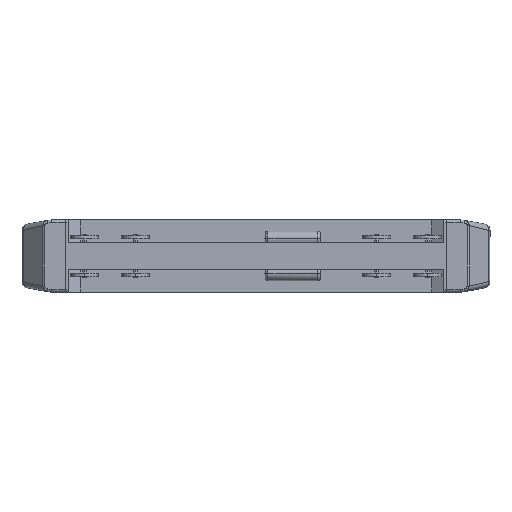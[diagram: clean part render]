
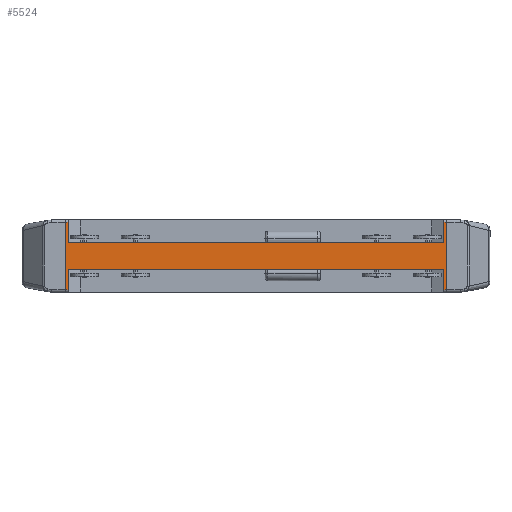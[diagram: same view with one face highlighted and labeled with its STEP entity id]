
A CAD part, top view. The second image highlights one B-rep face of the part: STEP entity #5524.
In plain terms, the highlighted planar face has unit normal (0, 0, 1).
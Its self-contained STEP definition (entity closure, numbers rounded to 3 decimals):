
#331 = B_SPLINE_CURVE_WITH_KNOTS ( 'NONE', 3,
 ( #1570, #16650, #26679, #911 ),
 .UNSPECIFIED., .F., .F.,
 ( 4, 4 ),
 ( 0., 1. ),
 .UNSPECIFIED. ) ;
#417 = CARTESIAN_POINT ( 'NONE',  ( -625.994, -1325., -450. ) ) ;
#716 = AXIS2_PLACEMENT_3D ( 'NONE', #2855, #10717, #18266 ) ;
#911 = CARTESIAN_POINT ( 'NONE',  ( -15459.328, 1325., -450. ) ) ;
#1025 = B_SPLINE_CURVE_WITH_KNOTS ( 'NONE', 3,
 ( #13479, #417, #15825, #8287 ),
 .UNSPECIFIED., .F., .F.,
 ( 4, 4 ),
 ( 0., 1. ),
 .UNSPECIFIED. ) ;
#1109 = CARTESIAN_POINT ( 'NONE',  ( -15525.994, -1325., -450. ) ) ;
#1560 = VERTEX_POINT ( 'NONE', #9806 ) ;
#1570 = CARTESIAN_POINT ( 'NONE',  ( -15459.328, 525., -450. ) ) ;
#2451 = CARTESIAN_POINT ( 'NONE',  ( -10525.994, -525., -450. ) ) ;
#2749 = ORIENTED_EDGE ( 'NONE', *, *, #18323, .T. ) ;
#2855 = CARTESIAN_POINT ( 'NONE',  ( -15559.328, 1325., -450. ) ) ;
#3234 = CARTESIAN_POINT ( 'NONE',  ( -15559.328, -1325., -450. ) ) ;
#3284 = CARTESIAN_POINT ( 'NONE',  ( -659.328, 1325., -450. ) ) ;
#4595 = CARTESIAN_POINT ( 'NONE',  ( -659.328, -1325., -450. ) ) ;
#4705 = VERTEX_POINT ( 'NONE', #17671 ) ;
#5042 = PLANE ( 'NONE',  #716 ) ;
#5240 = B_SPLINE_CURVE_WITH_KNOTS ( 'NONE', 3,
 ( #10872, #20770, #21111, #30987 ),
 .UNSPECIFIED., .F., .F.,
 ( 4, 4 ),
 ( 0., 1. ),
 .UNSPECIFIED. ) ;
#5335 = EDGE_CURVE ( 'NONE', #27494, #6542, #17182, .T. ) ;
#5524 = ADVANCED_FACE ( 'NONE', ( #20439 ), #5042, .T. ) ;
#6034 = EDGE_CURVE ( 'NONE', #31450, #4705, #6814, .T. ) ;
#6292 = CARTESIAN_POINT ( 'NONE',  ( -15559.328, -1325., -450. ) ) ;
#6467 = CARTESIAN_POINT ( 'NONE',  ( -15459.328, -1325., -450. ) ) ;
#6509 = CARTESIAN_POINT ( 'NONE',  ( -15492.661, 1325., -450. ) ) ;
#6542 = VERTEX_POINT ( 'NONE', #11884 ) ;
#6626 = CARTESIAN_POINT ( 'NONE',  ( -659.328, -791.667, -450. ) ) ;
#6814 = B_SPLINE_CURVE_WITH_KNOTS ( 'NONE', 3,
 ( #19875, #22388, #2451, #12647 ),
 .UNSPECIFIED., .F., .F.,
 ( 4, 4 ),
 ( 0., 1. ),
 .UNSPECIFIED. ) ;
#6831 = CARTESIAN_POINT ( 'NONE',  ( -15459.328, 1325., -450. ) ) ;
#7169 = EDGE_CURVE ( 'NONE', #19035, #16176, #331, .T. ) ;
#7266 = CARTESIAN_POINT ( 'NONE',  ( -559.328, -1325., -450. ) ) ;
#8287 = CARTESIAN_POINT ( 'NONE',  ( -559.328, -1325., -450. ) ) ;
#8583 = CARTESIAN_POINT ( 'NONE',  ( -659.328, 1325., -450. ) ) ;
#8635 = VERTEX_POINT ( 'NONE', #32470 ) ;
#8788 = ORIENTED_EDGE ( 'NONE', *, *, #15839, .T. ) ;
#9806 = CARTESIAN_POINT ( 'NONE',  ( -15459.328, -1325., -450. ) ) ;
#10143 = CARTESIAN_POINT ( 'NONE',  ( -559.328, 1325., -450. ) ) ;
#10353 = EDGE_CURVE ( 'NONE', #23009, #24445, #1025, .T. ) ;
#10506 = VERTEX_POINT ( 'NONE', #16330 ) ;
#10717 = DIRECTION ( 'NONE',  ( 0., 0., 1. ) ) ;
#10750 = CARTESIAN_POINT ( 'NONE',  ( -559.328, -441.667, -450. ) ) ;
#10872 = CARTESIAN_POINT ( 'NONE',  ( -15459.328, -1325., -450. ) ) ;
#11059 = ORIENTED_EDGE ( 'NONE', *, *, #26756, .T. ) ;
#11134 = CARTESIAN_POINT ( 'NONE',  ( -592.661, 1325., -450. ) ) ;
#11440 = CARTESIAN_POINT ( 'NONE',  ( -5592.661, 525., -450. ) ) ;
#11506 = CARTESIAN_POINT ( 'NONE',  ( -15525.994, 1325., -450. ) ) ;
#11884 = CARTESIAN_POINT ( 'NONE',  ( -15559.328, -1325., -450. ) ) ;
#12431 = CARTESIAN_POINT ( 'NONE',  ( -15459.328, 1325., -450. ) ) ;
#12453 = B_SPLINE_CURVE_WITH_KNOTS ( 'NONE', 3,
 ( #26520, #11440, #21657, #21330 ),
 .UNSPECIFIED., .F., .F.,
 ( 4, 4 ),
 ( 0., 1. ),
 .UNSPECIFIED. ) ;
#12647 = CARTESIAN_POINT ( 'NONE',  ( -15459.328, -525., -450. ) ) ;
#12676 = CARTESIAN_POINT ( 'NONE',  ( -659.328, -525., -450. ) ) ;
#12933 = CARTESIAN_POINT ( 'NONE',  ( -15559.328, 441.667, -450. ) ) ;
#12992 = EDGE_CURVE ( 'NONE', #31450, #23009, #22982, .T. ) ;
#13263 = CARTESIAN_POINT ( 'NONE',  ( -559.328, -1325., -450. ) ) ;
#13280 = EDGE_CURVE ( 'NONE', #24445, #21263, #14171, .T. ) ;
#13431 = CARTESIAN_POINT ( 'NONE',  ( -659.328, 1058.333, -450. ) ) ;
#13479 = CARTESIAN_POINT ( 'NONE',  ( -659.328, -1325., -450. ) ) ;
#13843 = CARTESIAN_POINT ( 'NONE',  ( -15492.661, -1325., -450. ) ) ;
#14015 = ORIENTED_EDGE ( 'NONE', *, *, #6034, .F. ) ;
#14171 = B_SPLINE_CURVE_WITH_KNOTS ( 'NONE', 3,
 ( #13263, #10750, #16139, #28485 ),
 .UNSPECIFIED., .F., .F.,
 ( 4, 4 ),
 ( 0., 1. ),
 .UNSPECIFIED. ) ;
#14515 = EDGE_LOOP ( 'NONE', ( #24119, #11059, #22410, #14015, #18506, #28223, #18211, #20490, #30768, #2749, #25851, #8788 ) ) ;
#15307 = CARTESIAN_POINT ( 'NONE',  ( -15559.328, 1325., -450. ) ) ;
#15825 = CARTESIAN_POINT ( 'NONE',  ( -592.661, -1325., -450. ) ) ;
#15839 = EDGE_CURVE ( 'NONE', #16176, #27494, #22547, .T. ) ;
#16139 = CARTESIAN_POINT ( 'NONE',  ( -559.328, 441.667, -450. ) ) ;
#16176 = VERTEX_POINT ( 'NONE', #12431 ) ;
#16330 = CARTESIAN_POINT ( 'NONE',  ( -659.328, 1325., -450. ) ) ;
#16650 = CARTESIAN_POINT ( 'NONE',  ( -15459.328, 791.667, -450. ) ) ;
#17182 = B_SPLINE_CURVE_WITH_KNOTS ( 'NONE', 3,
 ( #22998, #12933, #26171, #3234 ),
 .UNSPECIFIED., .F., .F.,
 ( 4, 4 ),
 ( 0., 1. ),
 .UNSPECIFIED. ) ;
#17671 = CARTESIAN_POINT ( 'NONE',  ( -15459.328, -525., -450. ) ) ;
#18211 = ORIENTED_EDGE ( 'NONE', *, *, #13280, .T. ) ;
#18266 = DIRECTION ( 'NONE',  ( 1., 0., 0. ) ) ;
#18323 = EDGE_CURVE ( 'NONE', #8635, #19035, #12453, .T. ) ;
#18506 = ORIENTED_EDGE ( 'NONE', *, *, #12992, .T. ) ;
#19017 = CARTESIAN_POINT ( 'NONE',  ( -559.328, 1325., -450. ) ) ;
#19035 = VERTEX_POINT ( 'NONE', #27966 ) ;
#19132 = EDGE_CURVE ( 'NONE', #10506, #8635, #30431, .T. ) ;
#19875 = CARTESIAN_POINT ( 'NONE',  ( -659.328, -525., -450. ) ) ;
#20439 = FACE_OUTER_BOUND ( 'NONE', #14515, .T. ) ;
#20490 = ORIENTED_EDGE ( 'NONE', *, *, #24286, .T. ) ;
#20770 = CARTESIAN_POINT ( 'NONE',  ( -15459.328, -1058.333, -450. ) ) ;
#21111 = CARTESIAN_POINT ( 'NONE',  ( -15459.328, -791.667, -450. ) ) ;
#21130 = CARTESIAN_POINT ( 'NONE',  ( -659.328, 525., -450. ) ) ;
#21263 = VERTEX_POINT ( 'NONE', #10143 ) ;
#21330 = CARTESIAN_POINT ( 'NONE',  ( -15459.328, 525., -450. ) ) ;
#21357 = CARTESIAN_POINT ( 'NONE',  ( -625.994, 1325., -450. ) ) ;
#21657 = CARTESIAN_POINT ( 'NONE',  ( -10525.994, 525., -450. ) ) ;
#21731 = CARTESIAN_POINT ( 'NONE',  ( -15559.328, 1325., -450. ) ) ;
#22388 = CARTESIAN_POINT ( 'NONE',  ( -5592.661, -525., -450. ) ) ;
#22410 = ORIENTED_EDGE ( 'NONE', *, *, #24972, .T. ) ;
#22547 = B_SPLINE_CURVE_WITH_KNOTS ( 'NONE', 3,
 ( #6831, #6509, #11506, #21731 ),
 .UNSPECIFIED., .F., .F.,
 ( 4, 4 ),
 ( 0., 1. ),
 .UNSPECIFIED. ) ;
#22982 = B_SPLINE_CURVE_WITH_KNOTS ( 'NONE', 3,
 ( #32221, #6626, #32529, #4595 ),
 .UNSPECIFIED., .F., .F.,
 ( 4, 4 ),
 ( 0., 1. ),
 .UNSPECIFIED. ) ;
#22998 = CARTESIAN_POINT ( 'NONE',  ( -15559.328, 1325., -450. ) ) ;
#23009 = VERTEX_POINT ( 'NONE', #30828 ) ;
#23640 = CARTESIAN_POINT ( 'NONE',  ( -659.328, 791.667, -450. ) ) ;
#24119 = ORIENTED_EDGE ( 'NONE', *, *, #5335, .T. ) ;
#24286 = EDGE_CURVE ( 'NONE', #21263, #10506, #28850, .T. ) ;
#24445 = VERTEX_POINT ( 'NONE', #7266 ) ;
#24972 = EDGE_CURVE ( 'NONE', #1560, #4705, #5240, .T. ) ;
#25851 = ORIENTED_EDGE ( 'NONE', *, *, #7169, .T. ) ;
#26171 = CARTESIAN_POINT ( 'NONE',  ( -15559.328, -441.667, -450. ) ) ;
#26520 = CARTESIAN_POINT ( 'NONE',  ( -659.328, 525., -450. ) ) ;
#26679 = CARTESIAN_POINT ( 'NONE',  ( -15459.328, 1058.333, -450. ) ) ;
#26756 = EDGE_CURVE ( 'NONE', #6542, #1560, #29138, .T. ) ;
#27494 = VERTEX_POINT ( 'NONE', #15307 ) ;
#27966 = CARTESIAN_POINT ( 'NONE',  ( -15459.328, 525., -450. ) ) ;
#28223 = ORIENTED_EDGE ( 'NONE', *, *, #10353, .T. ) ;
#28485 = CARTESIAN_POINT ( 'NONE',  ( -559.328, 1325., -450. ) ) ;
#28850 = B_SPLINE_CURVE_WITH_KNOTS ( 'NONE', 3,
 ( #19017, #11134, #21357, #3284 ),
 .UNSPECIFIED., .F., .F.,
 ( 4, 4 ),
 ( 0., 1. ),
 .UNSPECIFIED. ) ;
#29138 = B_SPLINE_CURVE_WITH_KNOTS ( 'NONE', 3,
 ( #6292, #1109, #13843, #6467 ),
 .UNSPECIFIED., .F., .F.,
 ( 4, 4 ),
 ( 0., 1. ),
 .UNSPECIFIED. ) ;
#30431 = B_SPLINE_CURVE_WITH_KNOTS ( 'NONE', 3,
 ( #8583, #13431, #23640, #21130 ),
 .UNSPECIFIED., .F., .F.,
 ( 4, 4 ),
 ( 0., 1. ),
 .UNSPECIFIED. ) ;
#30768 = ORIENTED_EDGE ( 'NONE', *, *, #19132, .T. ) ;
#30828 = CARTESIAN_POINT ( 'NONE',  ( -659.328, -1325., -450. ) ) ;
#30987 = CARTESIAN_POINT ( 'NONE',  ( -15459.328, -525., -450. ) ) ;
#31450 = VERTEX_POINT ( 'NONE', #12676 ) ;
#32221 = CARTESIAN_POINT ( 'NONE',  ( -659.328, -525., -450. ) ) ;
#32470 = CARTESIAN_POINT ( 'NONE',  ( -659.328, 525., -450. ) ) ;
#32529 = CARTESIAN_POINT ( 'NONE',  ( -659.328, -1058.333, -450. ) ) ;
